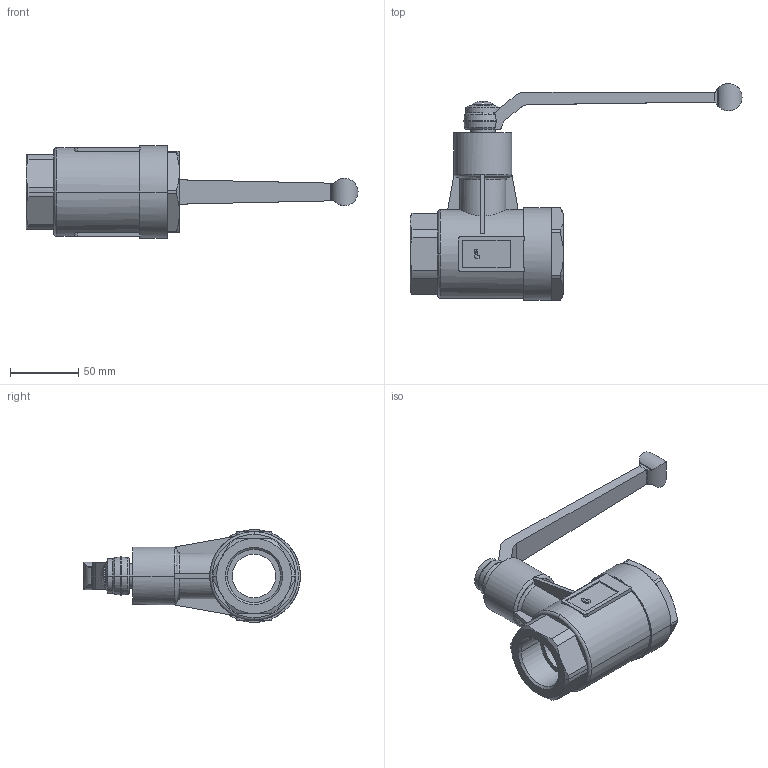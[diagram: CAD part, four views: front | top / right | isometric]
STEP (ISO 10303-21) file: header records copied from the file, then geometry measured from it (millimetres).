
FILE_DESCRIPTION(('STEP AP214'),'1');
FILE_NAME('0402_32_42.stp','2016-07-07T14:23:37',('TraceParts'),('TraceParts S.A.'),'Spatial InterOp 3D',' ',' ');
FILE_SCHEMA(('automotive_design'));
Length unit declared in the file: millimetre
Products named in the file (1): 1
Bounding box: 243.5 x 159 x 68 mm (x, y, z)
Volume: 356879.1 mm3; surface area: 63295.7 mm2
Topology: 1 solids, 1 shells, 227 faces, 594 edges, 382 vertices
Faces by surface type: plane 112, cylinder 60, cone 28, torus 25, revolution 2
Entity records: 7807 total; most frequent: CARTESIAN_POINT 2158, DIRECTION 1212, ORIENTED_EDGE 1188, EDGE_CURVE 594, AXIS2_PLACEMENT_3D 460, VERTEX_POINT 382, LINE 290, VECTOR 290
